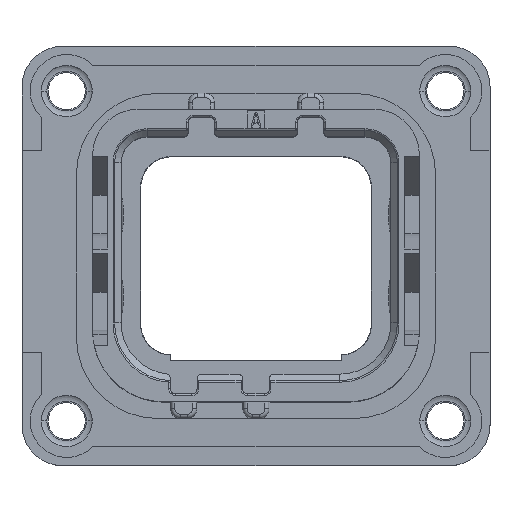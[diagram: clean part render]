
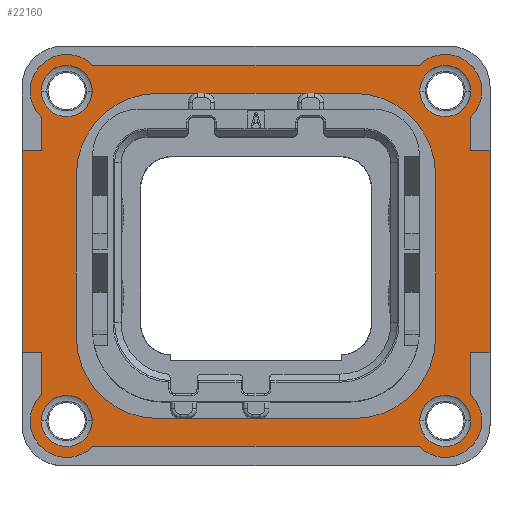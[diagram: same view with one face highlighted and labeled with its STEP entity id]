
A CAD part, top view. The second image highlights one B-rep face of the part: STEP entity #22160.
In plain terms, the highlighted planar face has unit normal (0, 0, 1).
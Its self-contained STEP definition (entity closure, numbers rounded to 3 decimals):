
#535=DIRECTION('',(0.,-1.,0.));
#536=VECTOR('',#535,12.45);
#537=CARTESIAN_POINT('',(-14.4,6.5,1.5));
#538=LINE('',#537,#536);
#593=CARTESIAN_POINT('',(-11.65,10.15,1.5));
#594=DIRECTION('',(0.,0.,1.));
#595=DIRECTION('',(0.716,0.698,0.));
#596=AXIS2_PLACEMENT_3D('',#593,#594,#595);
#603=DIRECTION('',(0.,1.,0.));
#604=VECTOR('',#603,2.588);
#605=CARTESIAN_POINT('',(13.22,-8.538,1.5));
#606=LINE('',#605,#604);
#607=DIRECTION('',(1.,0.,0.));
#608=VECTOR('',#607,20.077);
#609=CARTESIAN_POINT('',(-10.038,-11.72,1.5));
#610=LINE('',#609,#608);
#611=DIRECTION('',(0.,-1.,0.));
#612=VECTOR('',#611,2.588);
#613=CARTESIAN_POINT('',(-13.22,-5.95,1.5));
#614=LINE('',#613,#612);
#615=DIRECTION('',(1.,0.,0.));
#616=VECTOR('',#615,1.18);
#617=CARTESIAN_POINT('',(-14.4,-5.95,1.5));
#618=LINE('',#617,#616);
#619=DIRECTION('',(-1.,0.,0.));
#620=VECTOR('',#619,1.18);
#621=CARTESIAN_POINT('',(-13.22,6.5,1.5));
#622=LINE('',#621,#620);
#623=DIRECTION('',(0.,-1.,0.));
#624=VECTOR('',#623,2.038);
#625=CARTESIAN_POINT('',(-13.22,8.538,1.5));
#626=LINE('',#625,#624);
#627=DIRECTION('',(-1.,0.,0.));
#628=VECTOR('',#627,20.077);
#629=CARTESIAN_POINT('',(10.038,11.72,1.5));
#630=LINE('',#629,#628);
#631=DIRECTION('',(0.,1.,0.));
#632=VECTOR('',#631,2.038);
#633=CARTESIAN_POINT('',(13.22,6.5,1.5));
#634=LINE('',#633,#632);
#635=DIRECTION('',(-1.,0.,0.));
#636=VECTOR('',#635,1.18);
#637=CARTESIAN_POINT('',(14.4,6.5,1.5));
#638=LINE('',#637,#636);
#639=DIRECTION('',(1.,0.,0.));
#640=VECTOR('',#639,1.18);
#641=CARTESIAN_POINT('',(13.22,-5.95,1.5));
#642=LINE('',#641,#640);
#643=CARTESIAN_POINT('',(11.65,-10.15,1.5));
#644=DIRECTION('',(0.,0.,1.));
#645=DIRECTION('',(-1.,0.,0.));
#646=AXIS2_PLACEMENT_3D('',#643,#644,#645);
#648=CARTESIAN_POINT('',(-11.65,-10.15,1.5));
#649=DIRECTION('',(0.,0.,1.));
#650=DIRECTION('',(-1.,0.,0.));
#651=AXIS2_PLACEMENT_3D('',#648,#649,#650);
#653=CARTESIAN_POINT('',(-11.65,10.15,1.5));
#654=DIRECTION('',(0.,0.,1.));
#655=DIRECTION('',(1.,0.,0.));
#656=AXIS2_PLACEMENT_3D('',#653,#654,#655);
#658=CARTESIAN_POINT('',(11.65,10.15,1.5));
#659=DIRECTION('',(0.,0.,1.));
#660=DIRECTION('',(1.,0.,0.));
#661=AXIS2_PLACEMENT_3D('',#658,#659,#660);
#663=CARTESIAN_POINT('',(6.05,5.,1.5));
#664=DIRECTION('',(0.,0.,-1.));
#665=DIRECTION('',(0.,1.,0.));
#666=AXIS2_PLACEMENT_3D('',#663,#664,#665);
#668=DIRECTION('',(1.,0.,0.));
#669=VECTOR('',#668,12.1);
#670=CARTESIAN_POINT('',(-6.05,10.,1.5));
#671=LINE('',#670,#669);
#672=CARTESIAN_POINT('',(-6.05,5.,1.5));
#673=DIRECTION('',(0.,0.,-1.));
#674=DIRECTION('',(-1.,0.,0.));
#675=AXIS2_PLACEMENT_3D('',#672,#673,#674);
#677=DIRECTION('',(0.,1.,0.));
#678=VECTOR('',#677,10.);
#679=CARTESIAN_POINT('',(-11.05,-5.,1.5));
#680=LINE('',#679,#678);
#681=CARTESIAN_POINT('',(-6.05,-5.,1.5));
#682=DIRECTION('',(0.,0.,-1.));
#683=DIRECTION('',(0.,-1.,0.));
#684=AXIS2_PLACEMENT_3D('',#681,#682,#683);
#686=DIRECTION('',(-1.,0.,0.));
#687=VECTOR('',#686,12.1);
#688=CARTESIAN_POINT('',(6.05,-10.,1.5));
#689=LINE('',#688,#687);
#690=CARTESIAN_POINT('',(6.05,-5.,1.5));
#691=DIRECTION('',(0.,0.,-1.));
#692=DIRECTION('',(1.,0.,0.));
#693=AXIS2_PLACEMENT_3D('',#690,#691,#692);
#695=DIRECTION('',(0.,-1.,0.));
#696=VECTOR('',#695,10.);
#697=CARTESIAN_POINT('',(11.05,5.,1.5));
#698=LINE('',#697,#696);
#708=CARTESIAN_POINT('',(11.65,-10.15,1.5));
#709=DIRECTION('',(0.,0.,1.));
#710=DIRECTION('',(-0.716,-0.698,0.));
#711=AXIS2_PLACEMENT_3D('',#708,#709,#710);
#763=DIRECTION('',(0.,1.,0.));
#764=VECTOR('',#763,12.45);
#765=CARTESIAN_POINT('',(14.4,-5.95,1.5));
#766=LINE('',#765,#764);
#792=CARTESIAN_POINT('',(11.65,10.15,1.5));
#793=DIRECTION('',(0.,0.,1.));
#794=DIRECTION('',(0.698,-0.716,0.));
#795=AXIS2_PLACEMENT_3D('',#792,#793,#794);
#821=CARTESIAN_POINT('',(-11.65,-10.15,1.5));
#822=DIRECTION('',(0.,0.,1.));
#823=DIRECTION('',(-0.698,0.716,0.));
#824=AXIS2_PLACEMENT_3D('',#821,#822,#823);
#855=CARTESIAN_POINT('',(11.65,-10.15,1.5));
#856=DIRECTION('',(0.,0.,1.));
#857=DIRECTION('',(1.,0.,0.));
#858=AXIS2_PLACEMENT_3D('',#855,#856,#857);
#860=CARTESIAN_POINT('',(-11.65,-10.15,1.5));
#861=DIRECTION('',(0.,0.,1.));
#862=DIRECTION('',(1.,0.,0.));
#863=AXIS2_PLACEMENT_3D('',#860,#861,#862);
#881=CARTESIAN_POINT('',(-11.65,10.15,1.5));
#882=DIRECTION('',(0.,0.,1.));
#883=DIRECTION('',(-1.,0.,0.));
#884=AXIS2_PLACEMENT_3D('',#881,#882,#883);
#886=CARTESIAN_POINT('',(11.65,10.15,1.5));
#887=DIRECTION('',(0.,0.,1.));
#888=DIRECTION('',(-1.,0.,0.));
#889=AXIS2_PLACEMENT_3D('',#886,#887,#888);
#18928=CARTESIAN_POINT('',(-6.05,10.,1.5));
#18929=CARTESIAN_POINT('',(6.05,10.,1.5));
#18930=VERTEX_POINT('',#18928);
#18931=VERTEX_POINT('',#18929);
#18932=CARTESIAN_POINT('',(11.05,-5.,1.5));
#18933=CARTESIAN_POINT('',(6.05,-10.,1.5));
#18934=VERTEX_POINT('',#18932);
#18935=VERTEX_POINT('',#18933);
#18936=CARTESIAN_POINT('',(11.05,5.,1.5));
#18937=VERTEX_POINT('',#18936);
#18938=CARTESIAN_POINT('',(-11.05,5.,1.5));
#18939=VERTEX_POINT('',#18938);
#18940=CARTESIAN_POINT('',(-11.05,-5.,1.5));
#18941=VERTEX_POINT('',#18940);
#18942=CARTESIAN_POINT('',(-6.05,-10.,1.5));
#18943=VERTEX_POINT('',#18942);
#18972=CARTESIAN_POINT('',(14.4,-5.95,1.5));
#18973=CARTESIAN_POINT('',(14.4,6.5,1.5));
#18974=VERTEX_POINT('',#18972);
#18975=VERTEX_POINT('',#18973);
#18976=CARTESIAN_POINT('',(-14.4,6.5,1.5));
#18977=CARTESIAN_POINT('',(-14.4,-5.95,1.5));
#18978=VERTEX_POINT('',#18976);
#18979=VERTEX_POINT('',#18977);
#18982=CARTESIAN_POINT('',(10.08,10.15,1.5));
#18983=VERTEX_POINT('',#18982);
#18984=CARTESIAN_POINT('',(-10.08,10.15,1.5));
#18985=VERTEX_POINT('',#18984);
#18986=CARTESIAN_POINT('',(-10.08,-10.15,1.5));
#18987=VERTEX_POINT('',#18986);
#18988=CARTESIAN_POINT('',(10.08,-10.15,1.5));
#18989=VERTEX_POINT('',#18988);
#18990=CARTESIAN_POINT('',(-13.22,6.5,1.5));
#18991=VERTEX_POINT('',#18990);
#18992=CARTESIAN_POINT('',(13.22,6.5,1.5));
#18993=VERTEX_POINT('',#18992);
#18994=CARTESIAN_POINT('',(13.22,-5.95,1.5));
#18995=VERTEX_POINT('',#18994);
#20558=CARTESIAN_POINT('',(-13.22,-5.95,1.5));
#20559=VERTEX_POINT('',#20558);
#20654=CARTESIAN_POINT('',(13.22,8.538,1.5));
#20656=VERTEX_POINT('',#20654);
#20658=CARTESIAN_POINT('',(10.038,-11.72,1.5));
#20660=VERTEX_POINT('',#20658);
#20662=CARTESIAN_POINT('',(-10.038,-11.72,1.5));
#20664=VERTEX_POINT('',#20662);
#20666=CARTESIAN_POINT('',(-13.22,-8.538,1.5));
#20668=VERTEX_POINT('',#20666);
#20670=CARTESIAN_POINT('',(-10.038,11.72,1.5));
#20672=VERTEX_POINT('',#20670);
#20674=CARTESIAN_POINT('',(10.038,11.72,1.5));
#20676=VERTEX_POINT('',#20674);
#20678=CARTESIAN_POINT('',(-13.22,8.538,1.5));
#20680=VERTEX_POINT('',#20678);
#20682=CARTESIAN_POINT('',(13.22,-8.538,1.5));
#20684=VERTEX_POINT('',#20682);
#20686=CARTESIAN_POINT('',(13.22,10.15,1.5));
#20687=VERTEX_POINT('',#20686);
#20688=CARTESIAN_POINT('',(-13.22,10.15,1.5));
#20689=VERTEX_POINT('',#20688);
#20690=CARTESIAN_POINT('',(-13.22,-10.15,1.5));
#20691=VERTEX_POINT('',#20690);
#20692=CARTESIAN_POINT('',(13.22,-10.15,1.5));
#20693=VERTEX_POINT('',#20692);
#22081=CARTESIAN_POINT('',(0.,0.,1.5));
#22082=DIRECTION('',(0.,0.,1.));
#22083=DIRECTION('',(1.,0.,0.));
#22084=AXIS2_PLACEMENT_3D('',#22081,#22082,#22083);
#22085=PLANE('',#22084);
#22087=ORIENTED_EDGE('',*,*,#22086,.F.);
#22089=ORIENTED_EDGE('',*,*,#22088,.F.);
#22091=ORIENTED_EDGE('',*,*,#22090,.F.);
#22093=ORIENTED_EDGE('',*,*,#22092,.F.);
#22095=ORIENTED_EDGE('',*,*,#22094,.F.);
#22097=ORIENTED_EDGE('',*,*,#22096,.F.);
#22098=ORIENTED_EDGE('',*,*,#22022,.F.);
#22100=ORIENTED_EDGE('',*,*,#22099,.F.);
#22102=ORIENTED_EDGE('',*,*,#22101,.F.);
#22103=ORIENTED_EDGE('',*,*,#22071,.F.);
#22105=ORIENTED_EDGE('',*,*,#22104,.F.);
#22107=ORIENTED_EDGE('',*,*,#22106,.F.);
#22109=ORIENTED_EDGE('',*,*,#22108,.F.);
#22111=ORIENTED_EDGE('',*,*,#22110,.F.);
#22113=ORIENTED_EDGE('',*,*,#22112,.F.);
#22115=ORIENTED_EDGE('',*,*,#22114,.F.);
#22116=EDGE_LOOP('',(#22087,#22089,#22091,#22093,#22095,#22097,#22098,#22100,
#22102,#22103,#22105,#22107,#22109,#22111,#22113,#22115));
#22117=FACE_OUTER_BOUND('',#22116,.F.);
#22119=ORIENTED_EDGE('',*,*,#22118,.T.);
#22121=ORIENTED_EDGE('',*,*,#22120,.T.);
#22122=EDGE_LOOP('',(#22119,#22121));
#22123=FACE_BOUND('',#22122,.F.);
#22125=ORIENTED_EDGE('',*,*,#22124,.T.);
#22127=ORIENTED_EDGE('',*,*,#22126,.T.);
#22128=EDGE_LOOP('',(#22125,#22127));
#22129=FACE_BOUND('',#22128,.F.);
#22131=ORIENTED_EDGE('',*,*,#22130,.T.);
#22133=ORIENTED_EDGE('',*,*,#22132,.T.);
#22134=EDGE_LOOP('',(#22131,#22133));
#22135=FACE_BOUND('',#22134,.F.);
#22137=ORIENTED_EDGE('',*,*,#22136,.T.);
#22139=ORIENTED_EDGE('',*,*,#22138,.T.);
#22140=EDGE_LOOP('',(#22137,#22139));
#22141=FACE_BOUND('',#22140,.F.);
#22143=ORIENTED_EDGE('',*,*,#22142,.F.);
#22145=ORIENTED_EDGE('',*,*,#22144,.F.);
#22147=ORIENTED_EDGE('',*,*,#22146,.F.);
#22149=ORIENTED_EDGE('',*,*,#22148,.F.);
#22151=ORIENTED_EDGE('',*,*,#22150,.F.);
#22153=ORIENTED_EDGE('',*,*,#22152,.F.);
#22155=ORIENTED_EDGE('',*,*,#22154,.F.);
#22157=ORIENTED_EDGE('',*,*,#22156,.F.);
#22158=EDGE_LOOP('',(#22143,#22145,#22147,#22149,#22151,#22153,#22155,#22157));
#22159=FACE_BOUND('',#22158,.F.);
#22160=ADVANCED_FACE('',(#22117,#22123,#22129,#22135,#22141,#22159),#22085,.T.);
#597=CIRCLE('',#596,2.25);
#647=CIRCLE('',#646,1.57);
#652=CIRCLE('',#651,1.57);
#657=CIRCLE('',#656,1.57);
#662=CIRCLE('',#661,1.57);
#667=CIRCLE('',#666,5.);
#676=CIRCLE('',#675,5.);
#685=CIRCLE('',#684,5.);
#694=CIRCLE('',#693,5.);
#712=CIRCLE('',#711,2.25);
#796=CIRCLE('',#795,2.25);
#825=CIRCLE('',#824,2.25);
#859=CIRCLE('',#858,1.57);
#864=CIRCLE('',#863,1.57);
#885=CIRCLE('',#884,1.57);
#890=CIRCLE('',#889,1.57);
#22022=EDGE_CURVE('',#18978,#18979,#538,.T.);
#22071=EDGE_CURVE('',#20672,#20680,#597,.T.);
#22086=EDGE_CURVE('',#20684,#18995,#606,.T.);
#22088=EDGE_CURVE('',#20660,#20684,#712,.T.);
#22090=EDGE_CURVE('',#20664,#20660,#610,.T.);
#22092=EDGE_CURVE('',#20668,#20664,#825,.T.);
#22094=EDGE_CURVE('',#20559,#20668,#614,.T.);
#22096=EDGE_CURVE('',#18979,#20559,#618,.T.);
#22099=EDGE_CURVE('',#18991,#18978,#622,.T.);
#22101=EDGE_CURVE('',#20680,#18991,#626,.T.);
#22104=EDGE_CURVE('',#20676,#20672,#630,.T.);
#22106=EDGE_CURVE('',#20656,#20676,#796,.T.);
#22108=EDGE_CURVE('',#18993,#20656,#634,.T.);
#22110=EDGE_CURVE('',#18975,#18993,#638,.T.);
#22112=EDGE_CURVE('',#18974,#18975,#766,.T.);
#22114=EDGE_CURVE('',#18995,#18974,#642,.T.);
#22118=EDGE_CURVE('',#18989,#20693,#647,.T.);
#22120=EDGE_CURVE('',#20693,#18989,#859,.T.);
#22124=EDGE_CURVE('',#18987,#20691,#864,.T.);
#22126=EDGE_CURVE('',#20691,#18987,#652,.T.);
#22130=EDGE_CURVE('',#18985,#20689,#657,.T.);
#22132=EDGE_CURVE('',#20689,#18985,#885,.T.);
#22136=EDGE_CURVE('',#18983,#20687,#890,.T.);
#22138=EDGE_CURVE('',#20687,#18983,#662,.T.);
#22142=EDGE_CURVE('',#18931,#18937,#667,.T.);
#22144=EDGE_CURVE('',#18930,#18931,#671,.T.);
#22146=EDGE_CURVE('',#18939,#18930,#676,.T.);
#22148=EDGE_CURVE('',#18941,#18939,#680,.T.);
#22150=EDGE_CURVE('',#18943,#18941,#685,.T.);
#22152=EDGE_CURVE('',#18935,#18943,#689,.T.);
#22154=EDGE_CURVE('',#18934,#18935,#694,.T.);
#22156=EDGE_CURVE('',#18937,#18934,#698,.T.);
